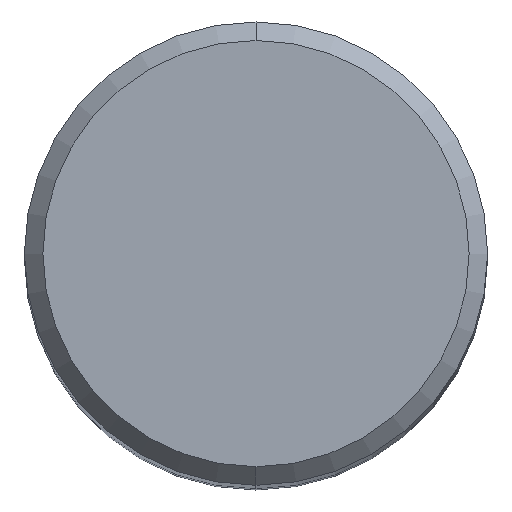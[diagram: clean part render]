
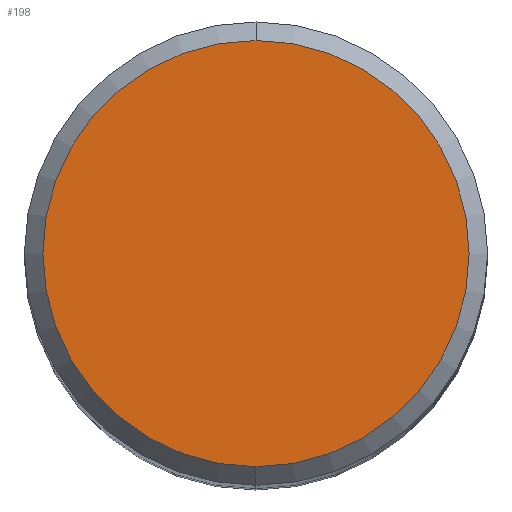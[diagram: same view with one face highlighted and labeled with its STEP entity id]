
A CAD part, top view. The second image highlights one B-rep face of the part: STEP entity #198.
In plain terms, the highlighted planar face has unit normal (0, 0, 1).
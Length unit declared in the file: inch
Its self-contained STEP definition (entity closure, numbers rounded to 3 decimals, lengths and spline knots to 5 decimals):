
#52 = CARTESIAN_POINT ( 'NONE',  ( 0., 0.23, 0. ) ) ;
#69 = DIRECTION ( 'NONE',  ( 0., 1., 0. ) ) ;
#74 = EDGE_LOOP ( 'NONE', ( #391, #341 ) ) ;
#93 = DIRECTION ( 'NONE',  ( 0., 0., -1. ) ) ;
#95 = CARTESIAN_POINT ( 'NONE',  ( 0., 0., 0. ) ) ;
#100 = CARTESIAN_POINT ( 'NONE',  ( 0., 0., 0. ) ) ;
#103 = CARTESIAN_POINT ( 'NONE',  ( 0., 0.23, 0. ) ) ;
#107 = AXIS2_PLACEMENT_3D ( 'NONE', #52, #93, #69 ) ;
#126 = VERTEX_POINT ( 'NONE', #253 ) ;
#134 = CIRCLE ( 'NONE', #361, 0.23 ) ;
#198 = ADVANCED_FACE ( 'NONE', ( #362 ), #342, .F. ) ;
#210 = EDGE_CURVE ( 'NONE', #126, #414, #134, .T. ) ;
#232 = DIRECTION ( 'NONE',  ( 0., 0., 1. ) ) ;
#235 = DIRECTION ( 'NONE',  ( 0., 0., 1. ) ) ;
#253 = CARTESIAN_POINT ( 'NONE',  ( 0., -0.23, 0. ) ) ;
#274 = CIRCLE ( 'NONE', #348, 0.23 ) ;
#299 = DIRECTION ( 'NONE',  ( 0., -1., 0. ) ) ;
#341 = ORIENTED_EDGE ( 'NONE', *, *, #210, .T. ) ;
#342 = PLANE ( 'NONE',  #107 ) ;
#348 = AXIS2_PLACEMENT_3D ( 'NONE', #100, #235, #299 ) ;
#361 = AXIS2_PLACEMENT_3D ( 'NONE', #95, #232, #375 ) ;
#362 = FACE_OUTER_BOUND ( 'NONE', #74, .T. ) ;
#375 = DIRECTION ( 'NONE',  ( 0., -1., 0. ) ) ;
#391 = ORIENTED_EDGE ( 'NONE', *, *, #400, .T. ) ;
#400 = EDGE_CURVE ( 'NONE', #414, #126, #274, .T. ) ;
#414 = VERTEX_POINT ( 'NONE', #103 ) ;
